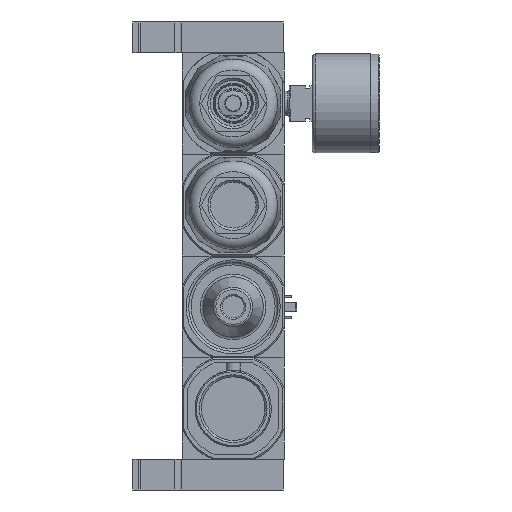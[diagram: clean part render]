
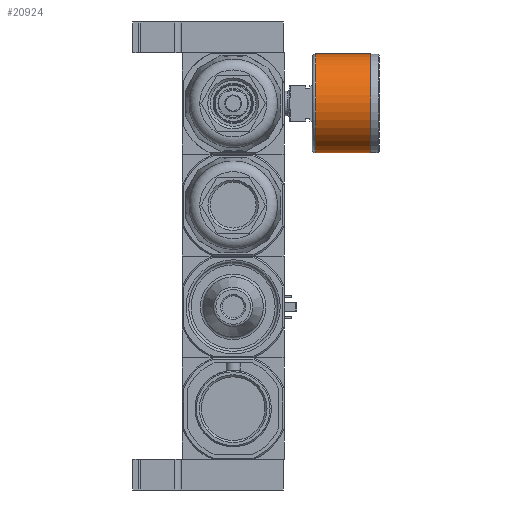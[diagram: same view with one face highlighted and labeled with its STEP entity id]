
A CAD part, front view. The second image highlights one B-rep face of the part: STEP entity #20924.
In plain terms, the highlighted cylindrical face has radius 19.5 mm (diameter 39 mm), a full revolution.
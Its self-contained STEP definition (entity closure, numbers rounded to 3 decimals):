
#843=CYLINDRICAL_SURFACE('',#29957,19.5);
#1659=CIRCLE('',#29956,19.5);
#1660=CIRCLE('',#29958,19.5);
#4665=ORIENTED_EDGE('',*,*,#9556,.F.);
#4666=ORIENTED_EDGE('',*,*,#9557,.T.);
#9556=EDGE_CURVE('',#12222,#12222,#1659,.T.);
#9557=EDGE_CURVE('',#12223,#12223,#1660,.T.);
#12222=VERTEX_POINT('',#40859);
#12223=VERTEX_POINT('',#40862);
#17005=EDGE_LOOP('',(#4665));
#17006=EDGE_LOOP('',(#4666));
#18704=FACE_BOUND('',#17005,.T.);
#18705=FACE_BOUND('',#17006,.T.);
#20924=ADVANCED_FACE('',(#18704,#18705),#843,.T.);
#29956=AXIS2_PLACEMENT_3D('',#40858,#33940,#33941);
#29957=AXIS2_PLACEMENT_3D('',#40860,#33942,#33943);
#29958=AXIS2_PLACEMENT_3D('',#40861,#33944,#33945);
#33940=DIRECTION('',(1.,0.,0.));
#33941=DIRECTION('',(0.,0.,-1.));
#33942=DIRECTION('',(1.,0.,0.));
#33943=DIRECTION('',(0.,0.,-1.));
#33944=DIRECTION('',(1.,0.,0.));
#33945=DIRECTION('',(0.,0.,-1.));
#40858=CARTESIAN_POINT('',(-3.2,0.,0.));
#40859=CARTESIAN_POINT('',(-3.2,0.,-19.5));
#40860=CARTESIAN_POINT('',(0.,0.,0.));
#40861=CARTESIAN_POINT('',(-24.85,0.,0.));
#40862=CARTESIAN_POINT('',(-24.85,0.,-19.5));
